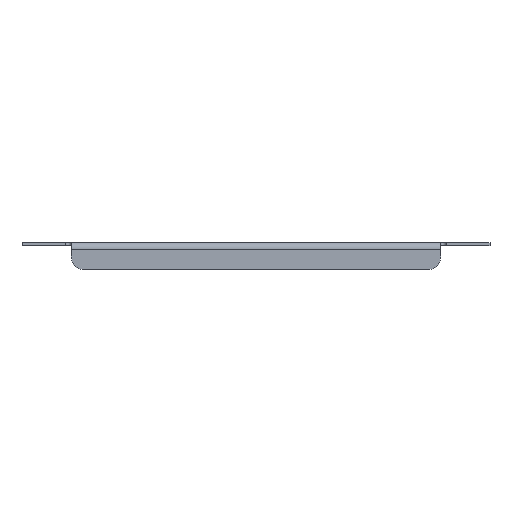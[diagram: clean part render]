
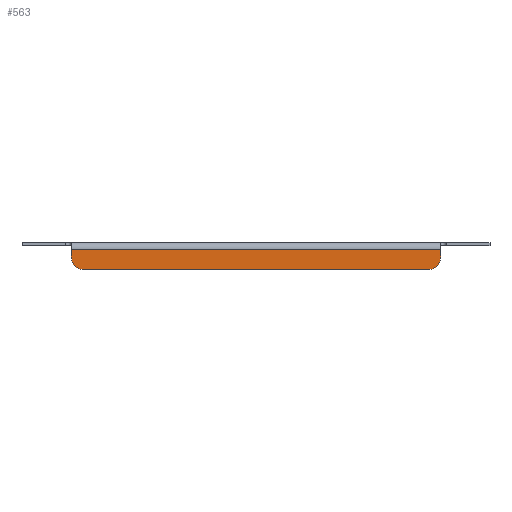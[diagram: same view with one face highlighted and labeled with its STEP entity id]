
A CAD part, front view. The second image highlights one B-rep face of the part: STEP entity #563.
In plain terms, the highlighted planar face has unit normal (0, -1, 0).
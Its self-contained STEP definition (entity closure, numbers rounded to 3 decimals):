
#58 = VECTOR ( 'NONE', #520, 1000. ) ;
#94 = CARTESIAN_POINT ( 'NONE',  ( 82., -60., -7. ) ) ;
#103 = CARTESIAN_POINT ( 'NONE',  ( 0., -60., 57.193 ) ) ;
#150 = CARTESIAN_POINT ( 'NONE',  ( -77., -60., -12. ) ) ;
#165 = DIRECTION ( 'NONE',  ( 0., -1., 0. ) ) ;
#198 = CARTESIAN_POINT ( 'NONE',  ( -82., -60., -12. ) ) ;
#213 = EDGE_CURVE ( 'NONE', #1206, #490, #340, .T. ) ;
#266 = CARTESIAN_POINT ( 'NONE',  ( 77., -60., -12. ) ) ;
#340 = LINE ( 'NONE', #771, #1118 ) ;
#372 = AXIS2_PLACEMENT_3D ( 'NONE', #810, #1133, #1738 ) ;
#490 = VERTEX_POINT ( 'NONE', #94 ) ;
#504 = CARTESIAN_POINT ( 'NONE',  ( 104., -60., -12. ) ) ;
#520 = DIRECTION ( 'NONE',  ( 0., 0., 1. ) ) ;
#561 = ORIENTED_EDGE ( 'NONE', *, *, #847, .T. ) ;
#563 = ADVANCED_FACE ( 'NONE', ( #1334 ), #653, .T. ) ;
#612 = CARTESIAN_POINT ( 'NONE',  ( 0., -60., -3. ) ) ;
#653 = PLANE ( 'NONE',  #1562 ) ;
#665 = AXIS2_PLACEMENT_3D ( 'NONE', #1267, #165, #1724 ) ;
#668 = EDGE_CURVE ( 'NONE', #1206, #1015, #1656, .T. ) ;
#771 = CARTESIAN_POINT ( 'NONE',  ( 82., -60., -12. ) ) ;
#810 = CARTESIAN_POINT ( 'NONE',  ( 77., -60., -7. ) ) ;
#823 = DIRECTION ( 'NONE',  ( 0., -1., 0. ) ) ;
#847 = EDGE_CURVE ( 'NONE', #1519, #1366, #1889, .T. ) ;
#859 = EDGE_CURVE ( 'NONE', #1519, #1015, #1401, .T. ) ;
#931 = LINE ( 'NONE', #504, #1029 ) ;
#974 = DIRECTION ( 'NONE',  ( 1., 0., 0. ) ) ;
#1015 = VERTEX_POINT ( 'NONE', #1797 ) ;
#1029 = VECTOR ( 'NONE', #1721, 1000. ) ;
#1118 = VECTOR ( 'NONE', #1385, 1000. ) ;
#1133 = DIRECTION ( 'NONE',  ( 0., -1., 0. ) ) ;
#1137 = ORIENTED_EDGE ( 'NONE', *, *, #213, .F. ) ;
#1145 = ORIENTED_EDGE ( 'NONE', *, *, #859, .F. ) ;
#1151 = CARTESIAN_POINT ( 'NONE',  ( -82., -60., -7. ) ) ;
#1206 = VERTEX_POINT ( 'NONE', #1407 ) ;
#1211 = EDGE_CURVE ( 'NONE', #1366, #1716, #931, .T. ) ;
#1267 = CARTESIAN_POINT ( 'NONE',  ( -77., -60., -7. ) ) ;
#1309 = ORIENTED_EDGE ( 'NONE', *, *, #1211, .T. ) ;
#1334 = FACE_OUTER_BOUND ( 'NONE', #1377, .T. ) ;
#1359 = ORIENTED_EDGE ( 'NONE', *, *, #668, .T. ) ;
#1366 = VERTEX_POINT ( 'NONE', #150 ) ;
#1377 = EDGE_LOOP ( 'NONE', ( #1137, #1359, #1145, #561, #1309, #1514 ) ) ;
#1384 = DIRECTION ( 'NONE',  ( -1., 0., 0. ) ) ;
#1385 = DIRECTION ( 'NONE',  ( 0., 0., -1. ) ) ;
#1401 = LINE ( 'NONE', #198, #58 ) ;
#1407 = CARTESIAN_POINT ( 'NONE',  ( 82., -60., -3. ) ) ;
#1514 = ORIENTED_EDGE ( 'NONE', *, *, #1579, .T. ) ;
#1519 = VERTEX_POINT ( 'NONE', #1151 ) ;
#1555 = CIRCLE ( 'NONE', #372, 5. ) ;
#1562 = AXIS2_PLACEMENT_3D ( 'NONE', #103, #823, #974 ) ;
#1579 = EDGE_CURVE ( 'NONE', #1716, #490, #1555, .T. ) ;
#1656 = LINE ( 'NONE', #612, #1720 ) ;
#1716 = VERTEX_POINT ( 'NONE', #266 ) ;
#1720 = VECTOR ( 'NONE', #1384, 1000. ) ;
#1721 = DIRECTION ( 'NONE',  ( 1., 0., 0. ) ) ;
#1724 = DIRECTION ( 'NONE',  ( 1., 0., 0. ) ) ;
#1738 = DIRECTION ( 'NONE',  ( 1., 0., 0. ) ) ;
#1797 = CARTESIAN_POINT ( 'NONE',  ( -82., -60., -3. ) ) ;
#1889 = CIRCLE ( 'NONE', #665, 5. ) ;
